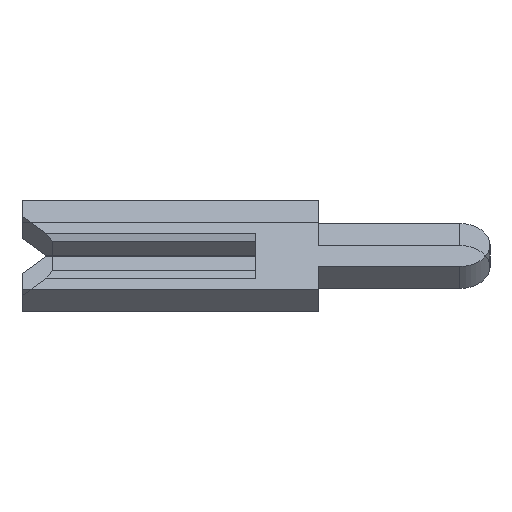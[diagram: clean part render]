
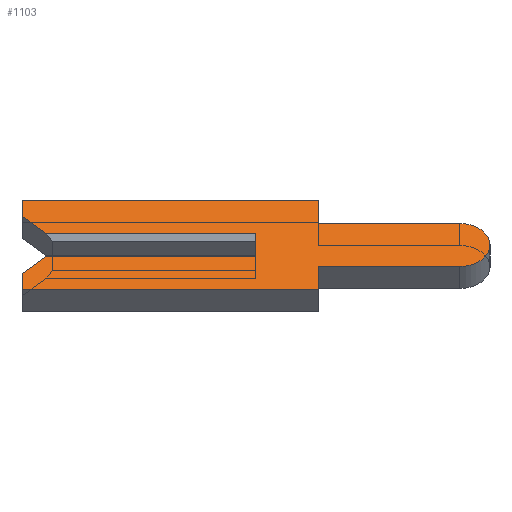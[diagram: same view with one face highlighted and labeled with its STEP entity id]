
A CAD part, left-side view. The second image highlights one B-rep face of the part: STEP entity #1103.
In plain terms, the highlighted face is planar.
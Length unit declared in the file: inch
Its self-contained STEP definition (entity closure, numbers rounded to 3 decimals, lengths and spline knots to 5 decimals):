
#34 = VECTOR ( 'NONE', #3190, 39.37008 ) ;
#78 = CARTESIAN_POINT ( 'NONE',  ( -0.01, -0.04, 0.04 ) ) ;
#111 = CARTESIAN_POINT ( 'NONE',  ( -0.01, 0., 0.01 ) ) ;
#146 = DIRECTION ( 'NONE',  ( 0., -0.707, 0.707 ) ) ;
#195 = CARTESIAN_POINT ( 'NONE',  ( -0.01, 0.15, -0.04 ) ) ;
#275 = LINE ( 'NONE', #3284, #1813 ) ;
#280 = ORIENTED_EDGE ( 'NONE', *, *, #3887, .F. ) ;
#299 = CARTESIAN_POINT ( 'NONE',  ( -0.01, -0.1305, 0.0195 ) ) ;
#342 = CARTESIAN_POINT ( 'NONE',  ( -0.01, -0.04, -0.0195 ) ) ;
#346 = ORIENTED_EDGE ( 'NONE', *, *, #3476, .F. ) ;
#419 = CARTESIAN_POINT ( 'NONE',  ( -0.01, -0.04, -0.04 ) ) ;
#426 = VERTEX_POINT ( 'NONE', #111 ) ;
#467 = EDGE_CURVE ( 'NONE', #2652, #3258, #1425, .T. ) ;
#526 = DIRECTION ( 'NONE',  ( 0., -1., 0. ) ) ;
#561 = AXIS2_PLACEMENT_3D ( 'NONE', #2062, #1826, #1423 ) ;
#588 = CARTESIAN_POINT ( 'NONE',  ( -0.01, 0.15, -0.026 ) ) ;
#621 = VERTEX_POINT ( 'NONE', #2089 ) ;
#665 = VECTOR ( 'NONE', #929, 39.37008 ) ;
#676 = EDGE_CURVE ( 'NONE', #3020, #1192, #1885, .T. ) ;
#724 = DIRECTION ( 'NONE',  ( 0., 0., 1. ) ) ;
#736 = ORIENTED_EDGE ( 'NONE', *, *, #467, .F. ) ;
#737 = DIRECTION ( 'NONE',  ( 0., 0., 1. ) ) ;
#807 = CARTESIAN_POINT ( 'NONE',  ( -0.01, 0.134, 0.01 ) ) ;
#810 = LINE ( 'NONE', #1317, #2006 ) ;
#858 = VECTOR ( 'NONE', #2539, 39.37008 ) ;
#860 = VERTEX_POINT ( 'NONE', #2102 ) ;
#869 = EDGE_CURVE ( 'NONE', #2389, #621, #1523, .T. ) ;
#899 = CIRCLE ( 'NONE', #1310, 0.0195 ) ;
#917 = EDGE_CURVE ( 'NONE', #3843, #2015, #275, .T. ) ;
#929 = DIRECTION ( 'NONE',  ( 0., 0., 1. ) ) ;
#948 = LINE ( 'NONE', #342, #3011 ) ;
#992 = LINE ( 'NONE', #3814, #34 ) ;
#1103 = ADVANCED_FACE ( 'NONE', ( #1408 ), #3585, .F. ) ;
#1135 = DIRECTION ( 'NONE',  ( 1., 0., 0. ) ) ;
#1161 = CARTESIAN_POINT ( 'NONE',  ( -0.01, 0.15, 0.04 ) ) ;
#1192 = VERTEX_POINT ( 'NONE', #1197 ) ;
#1197 = CARTESIAN_POINT ( 'NONE',  ( -0.01, -0.04, 0.04 ) ) ;
#1268 = CARTESIAN_POINT ( 'NONE',  ( -0.01, 0., 0.0065 ) ) ;
#1310 = AXIS2_PLACEMENT_3D ( 'NONE', #2670, #1135, #2312 ) ;
#1317 = CARTESIAN_POINT ( 'NONE',  ( -0.01, 0.15, -0.026 ) ) ;
#1385 = CARTESIAN_POINT ( 'NONE',  ( -0.01, -0.1305, -0.0195 ) ) ;
#1390 = ORIENTED_EDGE ( 'NONE', *, *, #2025, .F. ) ;
#1408 = FACE_OUTER_BOUND ( 'NONE', #3548, .T. ) ;
#1423 = DIRECTION ( 'NONE',  ( 0., 0., -1. ) ) ;
#1425 = LINE ( 'NONE', #2401, #3245 ) ;
#1441 = VERTEX_POINT ( 'NONE', #588 ) ;
#1445 = DIRECTION ( 'NONE',  ( 0., 0.707, 0.707 ) ) ;
#1485 = LINE ( 'NONE', #3122, #3255 ) ;
#1492 = EDGE_CURVE ( 'NONE', #2953, #1441, #810, .T. ) ;
#1523 = LINE ( 'NONE', #2386, #2237 ) ;
#1539 = DIRECTION ( 'NONE',  ( 0., 1., 0. ) ) ;
#1566 = DIRECTION ( 'NONE',  ( 0., -1., 0. ) ) ;
#1706 = EDGE_CURVE ( 'NONE', #1192, #860, #3173, .T. ) ;
#1731 = LINE ( 'NONE', #1951, #3345 ) ;
#1770 = DIRECTION ( 'NONE',  ( 0., 0., -1. ) ) ;
#1811 = VECTOR ( 'NONE', #1566, 39.37008 ) ;
#1813 = VECTOR ( 'NONE', #1770, 39.37008 ) ;
#1824 = EDGE_CURVE ( 'NONE', #2389, #426, #992, .T. ) ;
#1826 = DIRECTION ( 'NONE',  ( 1., 0., 0. ) ) ;
#1885 = LINE ( 'NONE', #1161, #2407 ) ;
#1906 = EDGE_CURVE ( 'NONE', #1441, #2652, #1731, .T. ) ;
#1911 = LINE ( 'NONE', #1268, #665 ) ;
#1951 = CARTESIAN_POINT ( 'NONE',  ( -0.01, 0.1305, -0.0065 ) ) ;
#2006 = VECTOR ( 'NONE', #724, 39.37008 ) ;
#2015 = VERTEX_POINT ( 'NONE', #419 ) ;
#2025 = EDGE_CURVE ( 'NONE', #621, #3020, #1485, .T. ) ;
#2062 = CARTESIAN_POINT ( 'NONE',  ( -0.01, -0.1305, 0. ) ) ;
#2066 = VERTEX_POINT ( 'NONE', #1385 ) ;
#2089 = CARTESIAN_POINT ( 'NONE',  ( -0.01, 0.15, 0.026 ) ) ;
#2102 = CARTESIAN_POINT ( 'NONE',  ( -0.01, -0.04, 0.0195 ) ) ;
#2194 = LINE ( 'NONE', #3672, #1811 ) ;
#2204 = ORIENTED_EDGE ( 'NONE', *, *, #1824, .T. ) ;
#2236 = EDGE_CURVE ( 'NONE', #2015, #2953, #3786, .T. ) ;
#2237 = VECTOR ( 'NONE', #1445, 39.37008 ) ;
#2295 = ORIENTED_EDGE ( 'NONE', *, *, #1906, .F. ) ;
#2305 = EDGE_CURVE ( 'NONE', #3399, #2066, #899, .T. ) ;
#2312 = DIRECTION ( 'NONE',  ( 0., 0., -1. ) ) ;
#2386 = CARTESIAN_POINT ( 'NONE',  ( -0.01, 0.1305, 0.0065 ) ) ;
#2387 = VECTOR ( 'NONE', #3247, 39.37008 ) ;
#2389 = VERTEX_POINT ( 'NONE', #807 ) ;
#2401 = CARTESIAN_POINT ( 'NONE',  ( -0.01, -0.1305, -0.01 ) ) ;
#2407 = VECTOR ( 'NONE', #526, 39.37008 ) ;
#2425 = CARTESIAN_POINT ( 'NONE',  ( -0.01, 0.134, -0.01 ) ) ;
#2446 = CARTESIAN_POINT ( 'NONE',  ( -0.01, 0.15, 0.04 ) ) ;
#2539 = DIRECTION ( 'NONE',  ( 0., 0., -1. ) ) ;
#2554 = ORIENTED_EDGE ( 'NONE', *, *, #1706, .F. ) ;
#2593 = DIRECTION ( 'NONE',  ( 0., -1., 0. ) ) ;
#2652 = VERTEX_POINT ( 'NONE', #2425 ) ;
#2670 = CARTESIAN_POINT ( 'NONE',  ( -0.01, -0.1305, 0. ) ) ;
#2730 = CARTESIAN_POINT ( 'NONE',  ( -0.01, 0.15, -0.04 ) ) ;
#2755 = CARTESIAN_POINT ( 'NONE',  ( -0.01, -0.04, -0.0195 ) ) ;
#2792 = ORIENTED_EDGE ( 'NONE', *, *, #1492, .F. ) ;
#2822 = ORIENTED_EDGE ( 'NONE', *, *, #2305, .F. ) ;
#2953 = VERTEX_POINT ( 'NONE', #2730 ) ;
#2982 = ORIENTED_EDGE ( 'NONE', *, *, #3417, .F. ) ;
#2998 = ORIENTED_EDGE ( 'NONE', *, *, #869, .F. ) ;
#3000 = CARTESIAN_POINT ( 'NONE',  ( -0.01, 0., -0.01 ) ) ;
#3011 = VECTOR ( 'NONE', #1539, 39.37008 ) ;
#3020 = VERTEX_POINT ( 'NONE', #2446 ) ;
#3091 = ORIENTED_EDGE ( 'NONE', *, *, #676, .F. ) ;
#3121 = ORIENTED_EDGE ( 'NONE', *, *, #917, .F. ) ;
#3122 = CARTESIAN_POINT ( 'NONE',  ( -0.01, 0.15, 0.026 ) ) ;
#3173 = LINE ( 'NONE', #78, #858 ) ;
#3190 = DIRECTION ( 'NONE',  ( 0., -1., 0. ) ) ;
#3245 = VECTOR ( 'NONE', #2593, 39.37008 ) ;
#3247 = DIRECTION ( 'NONE',  ( 0., 1., 0. ) ) ;
#3255 = VECTOR ( 'NONE', #737, 39.37008 ) ;
#3258 = VERTEX_POINT ( 'NONE', #3000 ) ;
#3284 = CARTESIAN_POINT ( 'NONE',  ( -0.01, -0.04, -0.04 ) ) ;
#3345 = VECTOR ( 'NONE', #146, 39.37008 ) ;
#3399 = VERTEX_POINT ( 'NONE', #299 ) ;
#3417 = EDGE_CURVE ( 'NONE', #2066, #3843, #948, .T. ) ;
#3476 = EDGE_CURVE ( 'NONE', #860, #3399, #2194, .T. ) ;
#3548 = EDGE_LOOP ( 'NONE', ( #2204, #280, #736, #2295, #2792, #3609, #3121, #2982, #2822, #346, #2554, #3091, #1390, #2998 ) ) ;
#3585 = PLANE ( 'NONE',  #561 ) ;
#3609 = ORIENTED_EDGE ( 'NONE', *, *, #2236, .F. ) ;
#3672 = CARTESIAN_POINT ( 'NONE',  ( -0.01, -0.04, 0.0195 ) ) ;
#3786 = LINE ( 'NONE', #195, #2387 ) ;
#3814 = CARTESIAN_POINT ( 'NONE',  ( -0.01, 0.15, 0.01 ) ) ;
#3843 = VERTEX_POINT ( 'NONE', #2755 ) ;
#3887 = EDGE_CURVE ( 'NONE', #3258, #426, #1911, .T. ) ;
